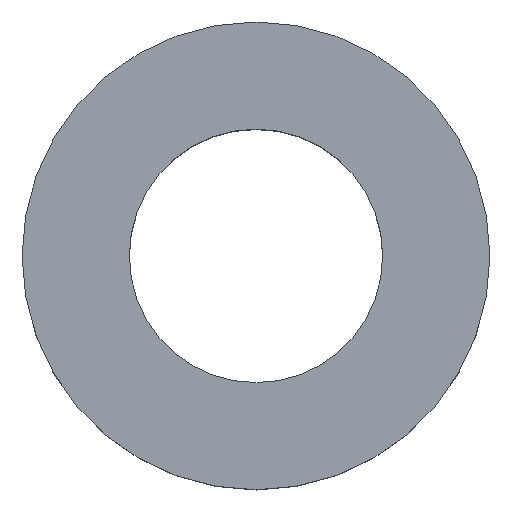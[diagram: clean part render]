
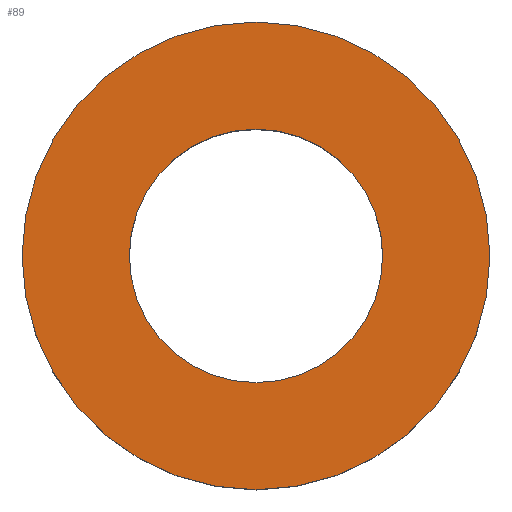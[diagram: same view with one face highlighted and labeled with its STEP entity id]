
A CAD part, top view. The second image highlights one B-rep face of the part: STEP entity #89.
In plain terms, the highlighted planar face has unit normal (0, 0, 1).
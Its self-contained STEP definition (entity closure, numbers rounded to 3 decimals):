
#26=PLANE('',#116);
#37=ORIENTED_EDGE('',*,*,#44,.F.);
#38=ORIENTED_EDGE('',*,*,#39,.F.);
#39=EDGE_CURVE('',#45,#45,#51,.T.);
#44=EDGE_CURVE('',#50,#50,#56,.T.);
#45=VERTEX_POINT('',#149);
#50=VERTEX_POINT('',#163);
#51=CIRCLE('',#106,3.25);
#56=CIRCLE('',#115,6.);
#67=EDGE_LOOP('',(#37));
#68=EDGE_LOOP('',(#38));
#79=FACE_BOUND('',#67,.T.);
#80=FACE_BOUND('',#68,.T.);
#89=ADVANCED_FACE('',(#79,#80),#26,.F.);
#106=AXIS2_PLACEMENT_3D('',#148,#122,#123);
#115=AXIS2_PLACEMENT_3D('',#162,#140,#141);
#116=AXIS2_PLACEMENT_3D('',#164,#142,#143);
#122=DIRECTION('',(0.,0.,1.));
#123=DIRECTION('',(1.,0.,0.));
#140=DIRECTION('',(0.,0.,-1.));
#141=DIRECTION('',(-1.,0.,0.));
#142=DIRECTION('',(0.,0.,-1.));
#143=DIRECTION('',(-1.,0.,0.));
#148=CARTESIAN_POINT('',(0.,0.,0.));
#149=CARTESIAN_POINT('',(3.25,0.,0.));
#162=CARTESIAN_POINT('',(0.,0.,0.));
#163=CARTESIAN_POINT('',(-6.,0.,0.));
#164=CARTESIAN_POINT('',(0.,0.,0.));
